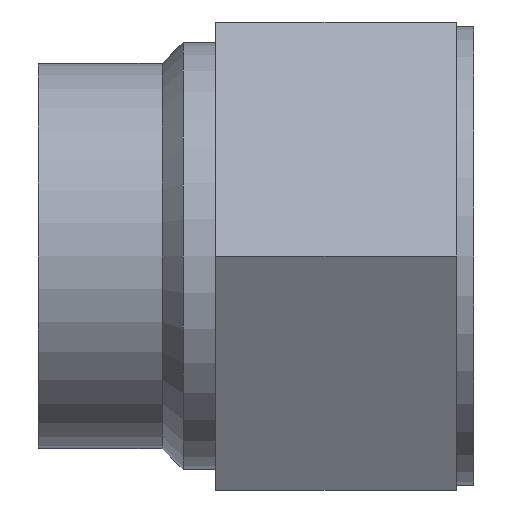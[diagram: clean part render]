
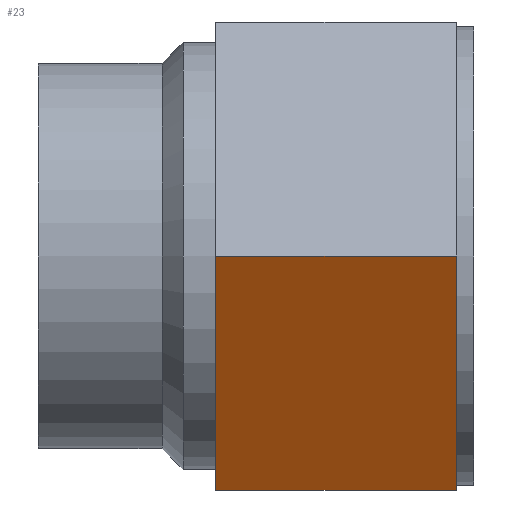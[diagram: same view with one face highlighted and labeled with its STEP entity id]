
A CAD part, front view. The second image highlights one B-rep face of the part: STEP entity #23.
In plain terms, the highlighted planar face has unit normal (0, -0.866, -0.5).
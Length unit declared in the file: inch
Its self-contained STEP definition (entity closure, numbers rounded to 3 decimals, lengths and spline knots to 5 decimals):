
#3 = EDGE_LOOP ( 'NONE', ( #176, #219, #498, #495 ) ) ;
#8 = DIRECTION ( 'NONE',  ( 0., -0.5, 0.866 ) ) ;
#21 = DIRECTION ( 'NONE',  ( 0., -0.866, -0.5 ) ) ;
#23 = ADVANCED_FACE ( 'NONE', ( #407 ), #140, .T. ) ;
#53 = VERTEX_POINT ( 'NONE', #393 ) ;
#55 = CARTESIAN_POINT ( 'NONE',  ( 3.84059, -2.48261, 0. ) ) ;
#61 = DIRECTION ( 'NONE',  ( 1., 0., 0. ) ) ;
#128 = EDGE_CURVE ( 'NONE', #208, #451, #169, .T. ) ;
#131 = CARTESIAN_POINT ( 'NONE',  ( -4.93836, -2.48261, 0. ) ) ;
#140 = PLANE ( 'NONE',  #303 ) ;
#145 = LINE ( 'NONE', #197, #349 ) ;
#169 = LINE ( 'NONE', #343, #431 ) ;
#176 = ORIENTED_EDGE ( 'NONE', *, *, #313, .T. ) ;
#182 = CARTESIAN_POINT ( 'NONE',  ( 3.84059, -1.2413, -2.15 ) ) ;
#188 = LINE ( 'NONE', #55, #396 ) ;
#197 = CARTESIAN_POINT ( 'NONE',  ( 1.63, -2.48261, 0. ) ) ;
#208 = VERTEX_POINT ( 'NONE', #216 ) ;
#216 = CARTESIAN_POINT ( 'NONE',  ( 1.63, -2.48261, 0. ) ) ;
#219 = ORIENTED_EDGE ( 'NONE', *, *, #524, .T. ) ;
#285 = VERTEX_POINT ( 'NONE', #182 ) ;
#289 = DIRECTION ( 'NONE',  ( 1., 0., 0. ) ) ;
#303 = AXIS2_PLACEMENT_3D ( 'NONE', #131, #21, #443 ) ;
#313 = EDGE_CURVE ( 'NONE', #53, #285, #367, .T. ) ;
#343 = CARTESIAN_POINT ( 'NONE',  ( -4.93836, -2.48261, 0. ) ) ;
#349 = VECTOR ( 'NONE', #364, 39.37008 ) ;
#364 = DIRECTION ( 'NONE',  ( 0., -0.5, 0.866 ) ) ;
#367 = LINE ( 'NONE', #439, #531 ) ;
#393 = CARTESIAN_POINT ( 'NONE',  ( 1.63, -1.2413, -2.15 ) ) ;
#396 = VECTOR ( 'NONE', #8, 39.37008 ) ;
#403 = EDGE_CURVE ( 'NONE', #53, #208, #145, .T. ) ;
#407 = FACE_OUTER_BOUND ( 'NONE', #3, .T. ) ;
#431 = VECTOR ( 'NONE', #289, 39.37008 ) ;
#439 = CARTESIAN_POINT ( 'NONE',  ( -4.93836, -1.2413, -2.15 ) ) ;
#443 = DIRECTION ( 'NONE',  ( 0., 0.5, -0.866 ) ) ;
#451 = VERTEX_POINT ( 'NONE', #456 ) ;
#456 = CARTESIAN_POINT ( 'NONE',  ( 3.84059, -2.48261, 0. ) ) ;
#495 = ORIENTED_EDGE ( 'NONE', *, *, #403, .F. ) ;
#498 = ORIENTED_EDGE ( 'NONE', *, *, #128, .F. ) ;
#524 = EDGE_CURVE ( 'NONE', #285, #451, #188, .T. ) ;
#531 = VECTOR ( 'NONE', #61, 39.37008 ) ;
